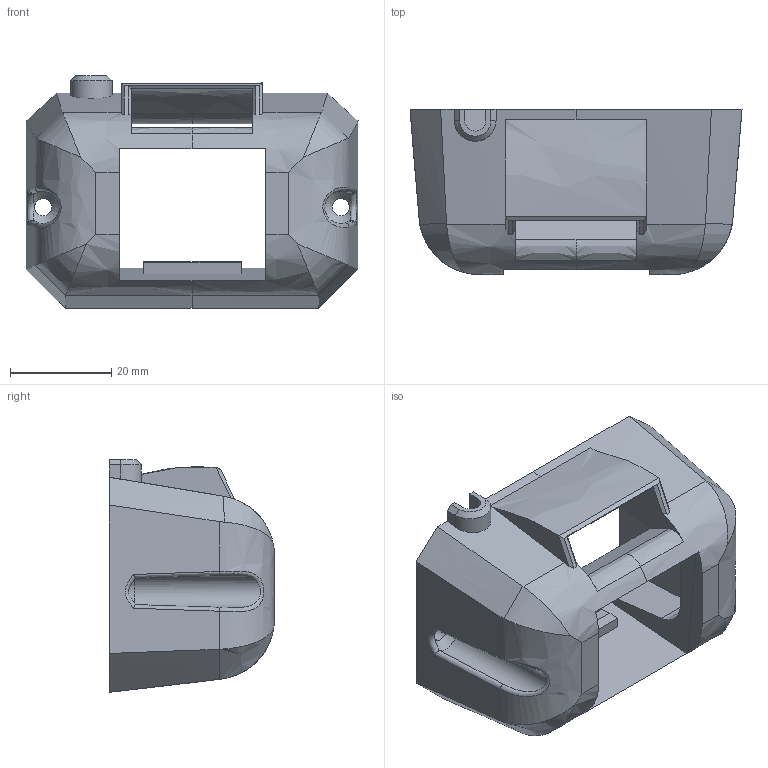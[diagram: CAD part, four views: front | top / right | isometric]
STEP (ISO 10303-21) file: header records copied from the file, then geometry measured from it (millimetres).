
FILE_DESCRIPTION(/* description */ (''),/* implementation_level */ '2;1');
FILE_NAME(/* name */ 'Fuselage 1.step',/* time_stamp */ '2024-11-26T12:07:53+01:00',/* author */ (''),/* organization */ (''),/* preprocessor_version */ 'ST-DEVELOPER v20',/* originating_system */ 'Autodesk Translation Framework v13.20.0.188',/* authorisation */ '');
FILE_SCHEMA (('AUTOMOTIVE_DESIGN { 1 0 10303 214 3 1 1 }'));
Length unit declared in the file: millimetre
Products named in the file (1): Fuselage 1
Bounding box: 65.58 x 32.6 x 45.94 mm (x, y, z)
Volume: 32360 mm3; surface area: 13943.3 mm2
Topology: 1 solids, 1 shells, 101 faces, 309 edges, 205 vertices
Faces by surface type: bspline 48, plane 42, cylinder 7, cone 4
Full cylindrical faces by diameter (mm): 3.4 x2
Entity records: 5478 total; most frequent: CARTESIAN_POINT 3210, ORIENTED_EDGE 618, EDGE_CURVE 309, DIRECTION 228, B_SPLINE_CURVE_WITH_KNOTS 206, VERTEX_POINT 205, EDGE_LOOP 104, FACE_OUTER_BOUND 101
